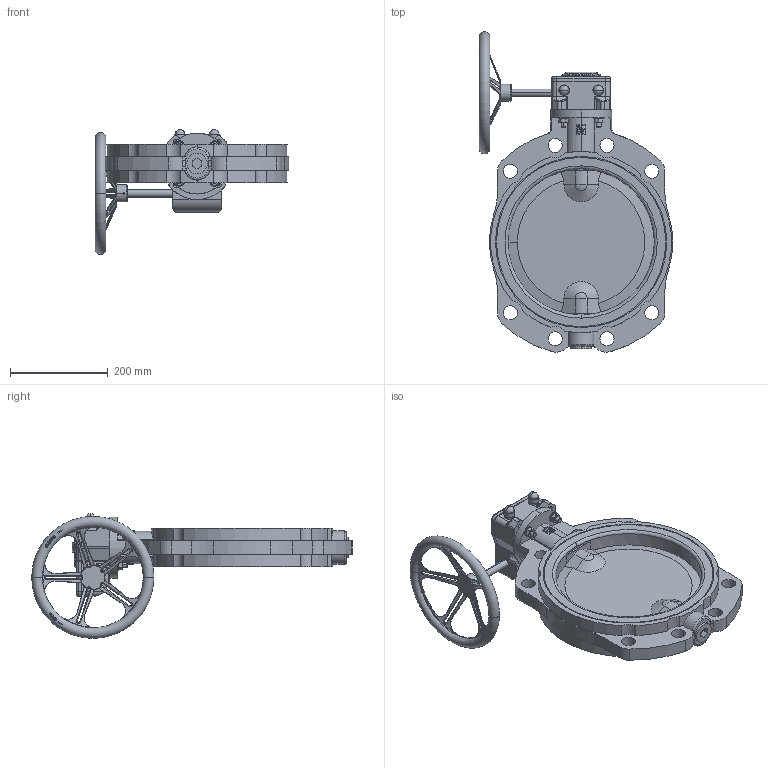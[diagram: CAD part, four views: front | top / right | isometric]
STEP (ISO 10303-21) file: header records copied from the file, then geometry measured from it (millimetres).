
FILE_DESCRIPTION (( 'STEP AP214' ), '1' );
FILE_NAME ('EVBS DN300 PN16 X60-PS250.STEP', '2016-02-04T11:21:02', ( '' ), ( '' ), 'SwSTEP 2.0', 'SolidWorks 2015', '' );
FILE_SCHEMA (( 'AUTOMOTIVE_DESIGN' ));
Length unit declared in the file: millimetre
Products named in the file (1): EVBS DN300 PN16 X60-PS250
Bounding box: 397 x 656.69 x 255.73 mm (x, y, z)
Volume: 6688609.2 mm3; surface area: 678113.2 mm2
Topology: 1 solids, 10 shells, 1851 faces, 4773 edges, 3023 vertices
Faces by surface type: plane 686, bspline 543, cylinder 425, cone 132, torus 61, sphere 4
Entity records: 96944 total; most frequent: CARTESIAN_POINT 35036, ORIENTED_EDGE 9490, DIRECTION 7392, EDGE_CURVE 4745, VERTEX_POINT 3021, AXIS2_PLACEMENT_3D 2665, LINE 2062, VECTOR 2062
